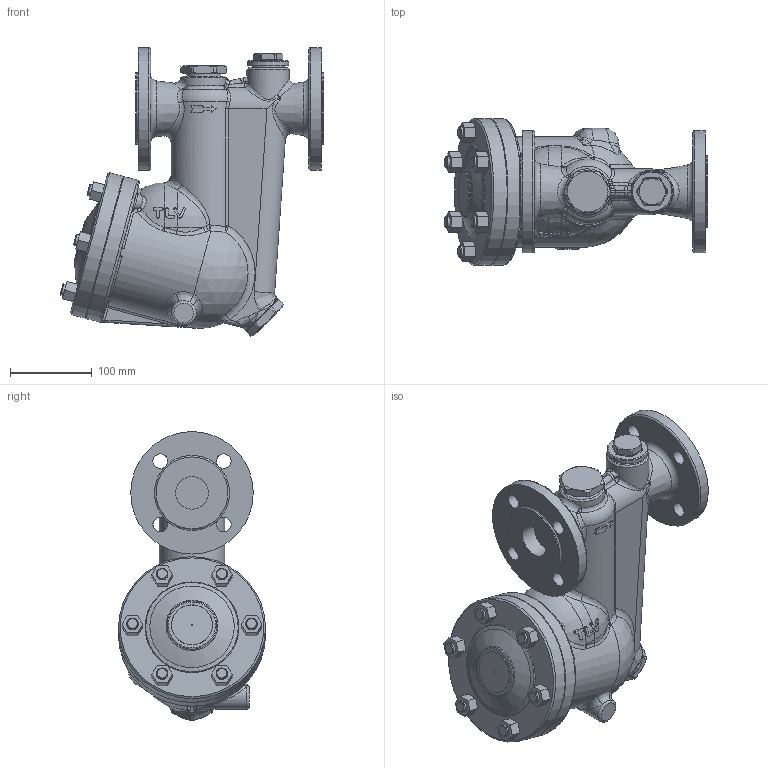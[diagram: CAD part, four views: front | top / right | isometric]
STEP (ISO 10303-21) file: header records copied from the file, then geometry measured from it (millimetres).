
FILE_DESCRIPTION((''),'2;1');
FILE_NAME('kh6nx-040-e0025-00.stp','2013-12-05T18:06:00',('akifuji'),(''),'Autodesk Inventor 2012','Autodesk Inventor 2012','');
FILE_SCHEMA(('AUTOMOTIVE_DESIGN { 1 0 10303 214 1 1 1 1 }'));
Length unit declared in the file: millimetre
Products named in the file (1): kh6nx-040-e0025-00
Bounding box: 322.62 x 180 x 353.72 mm (x, y, z)
Volume: 5822123.8 mm3; surface area: 347911.6 mm2
Topology: 1 solids, 3 shells, 502 faces, 1217 edges, 724 vertices
Faces by surface type: plane 146, bspline 137, cylinder 118, torus 44, cone 36, sphere 21
Full cylindrical faces by diameter (mm): 14 x12, 18 x8, 39.5 x1, 40 x2, 42 x1, 46 x1, 50 x1, 50.5 x1, 52 x1, 88 x2, 123 x1, 150 x2, 180 x2
Entity records: 20581 total; most frequent: CARTESIAN_POINT 10132, ORIENTED_EDGE 2222, DIRECTION 1978, EDGE_CURVE 1111, AXIS2_PLACEMENT_3D 851, VERTEX_POINT 695, EDGE_LOOP 602, FACE_OUTER_BOUND 502
